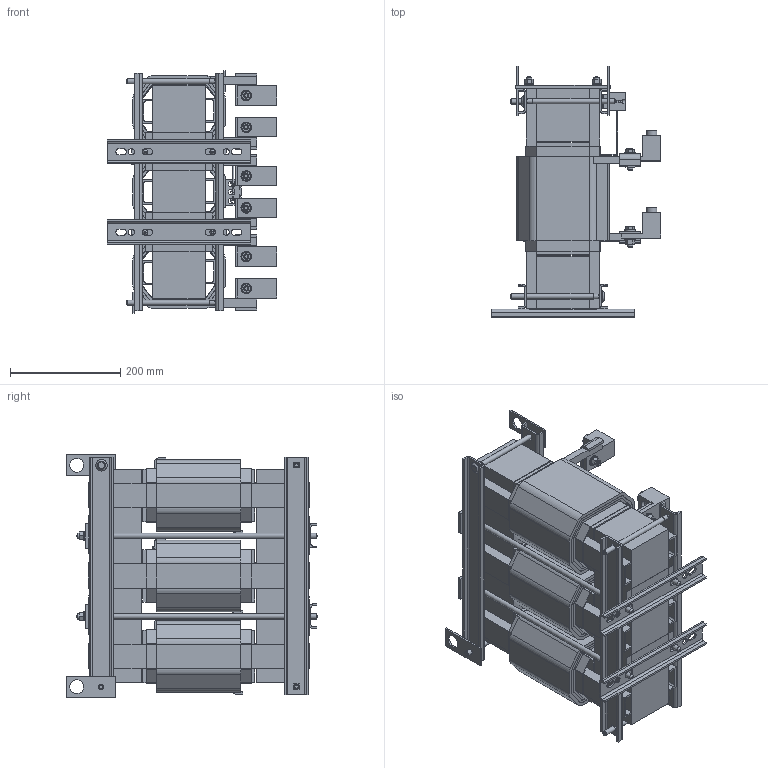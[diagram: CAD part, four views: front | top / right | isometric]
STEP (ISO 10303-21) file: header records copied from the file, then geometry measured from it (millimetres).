
FILE_DESCRIPTION(/* description */ (''),/* implementation_level */ '2;1');
FILE_NAME(/* name */ 'KLRUL305APTMG.stp',/* time_stamp */ '2020-03-10T13:42:41-05:00',/* author */ ('jnelson'),/* organization */ (''),/* preprocessor_version */ 'ST-DEVELOPER v17',/* originating_system */ 'Autodesk Inventor 2019',/* authorisation */ '');
FILE_SCHEMA (('AUTOMOTIVE_DESIGN { 1 0 10303 214 3 1 1 }'));
Length unit declared in the file: inch
Products named in the file (32): KLRUL305APTMG; KTRMG305A; 24158; 14731; 31003; 31003_1; 31003 - Bracket; 22510; 15179; 22512; 22511; 19196 with nut; 19375; 19874; 15309; 15466; 29477-KTRMG362AMSX1; 28453; 28453_1; 11923insert; 11923-1; 11923-2; 11923-3; 31615; 14331 WIRING KTRMG362AMS Short Bend; 14331 WIRING KTRMG362AMS; 11632; 11626 AND 1509; 11626; 3556 AND 1509; 3556; 1509
Assembly tree (75 placements, depth 5):
  KLRUL305APTMG
    KTRMG305A
      14731  x2
      24158  x3
      22510  x3
      31003
        31003_1
        31003 - Bracket
      15179  x4
      22512  x2
      22511  x2
      19196 with nut  x4
        19375
        11626
      19874  x4
      15309  x2
      15466  x6
      29477-KTRMG362AMSX1
      28453
        28453_1
        11923insert  x3
          11923-1
          11923-2
          11923-3
      14331 WIRING KTRMG362AMS Short Bend  x2
      14331 WIRING KTRMG362AMS  x2
      31615
    11632  x6
    11626 AND 1509  x6
      1509
      11626
    3556 AND 1509  x6
      3556
      1509
Bounding box: 307.81 x 456.07 x 439.67 mm (x, y, z)
Volume: 18022274.1 mm3; surface area: 3124389.5 mm2
Topology: 90 solids, 90 shells, 2710 faces, 7137 edges, 4586 vertices
Faces by surface type: plane 1513, cylinder 1097, bspline 48, cone 44, torus 4, sphere 4
Full cylindrical faces by diameter (mm): 1.524 x10, 3.842 x6, 4.166 x2, 4.496 x6, 4.724 x2, 5.436 x2, 5.867 x6, 5.938 x6, 7.01 x6, 7.798 x10, 8.382 x4, 9.322 x4, 9.525 x22, 9.652 x2, 10.319 x6, 11.176 x10, 19.05 x24, 20.904 x4, 22.682 x6, 25.4 x2
Entity records: 28226 total; most frequent: CARTESIAN_POINT 5427, DIRECTION 4518, ORIENTED_EDGE 4462, EDGE_CURVE 2231, LINE 1562, VECTOR 1562, AXIS2_PLACEMENT_3D 1478, VERTEX_POINT 1444
